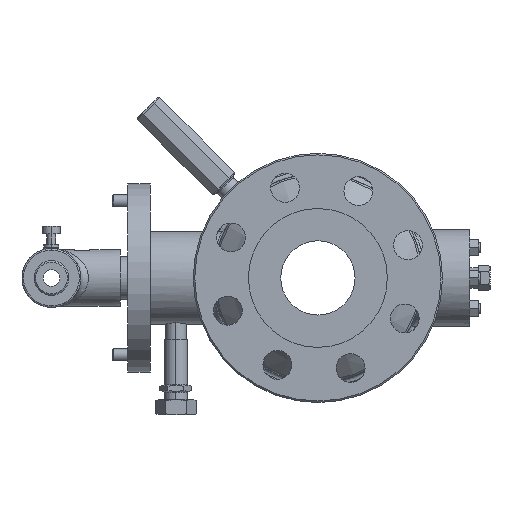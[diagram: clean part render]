
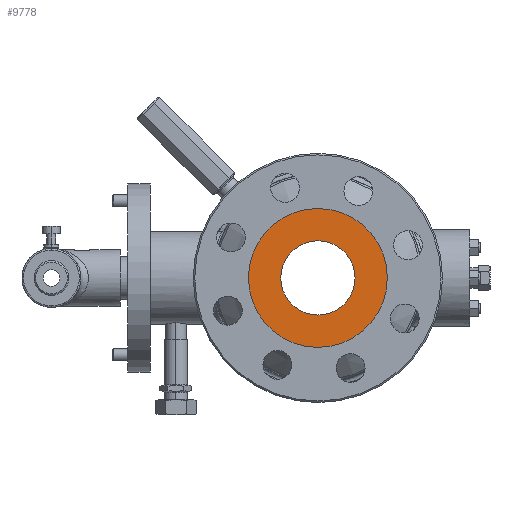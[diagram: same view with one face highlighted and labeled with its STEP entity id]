
A CAD part, left-side view. The second image highlights one B-rep face of the part: STEP entity #9778.
In plain terms, the highlighted planar face has unit normal (-1, 0, 0).
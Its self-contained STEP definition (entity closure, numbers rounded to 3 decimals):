
#1238 = DIRECTION ( 'NONE',  ( -1., 0., 0. ) ) ;
#1398 = AXIS2_PLACEMENT_3D ( 'NONE', #19777, #10510, #12763 ) ;
#2206 = CIRCLE ( 'NONE', #8860, 46. ) ;
#2366 = EDGE_LOOP ( 'NONE', ( #15860, #8384 ) ) ;
#4400 = EDGE_CURVE ( 'NONE', #10071, #7475, #20947, .T. ) ;
#5007 = DIRECTION ( 'NONE',  ( 0., 0., 1. ) ) ;
#5046 = DIRECTION ( 'NONE',  ( -1., 0., 0. ) ) ;
#5581 = DIRECTION ( 'NONE',  ( 0., 0., 1. ) ) ;
#7289 = CARTESIAN_POINT ( 'NONE',  ( -120., 0., 0. ) ) ;
#7475 = VERTEX_POINT ( 'NONE', #16281 ) ;
#7990 = ORIENTED_EDGE ( 'NONE', *, *, #4400, .F. ) ;
#8384 = ORIENTED_EDGE ( 'NONE', *, *, #22392, .T. ) ;
#8567 = CARTESIAN_POINT ( 'NONE',  ( -120., 0., 46. ) ) ;
#8860 = AXIS2_PLACEMENT_3D ( 'NONE', #27727, #28297, #21421 ) ;
#9778 = ADVANCED_FACE ( 'NONE', ( #25177, #16084 ), #11615, .T. ) ;
#10071 = VERTEX_POINT ( 'NONE', #27545 ) ;
#10510 = DIRECTION ( 'NONE',  ( -1., 0., 0. ) ) ;
#11434 = AXIS2_PLACEMENT_3D ( 'NONE', #21693, #1238, #5581 ) ;
#11615 = PLANE ( 'NONE',  #12271 ) ;
#12271 = AXIS2_PLACEMENT_3D ( 'NONE', #7289, #5046, #14879 ) ;
#12680 = EDGE_LOOP ( 'NONE', ( #13641, #7990 ) ) ;
#12763 = DIRECTION ( 'NONE',  ( 0., 0., 1. ) ) ;
#13641 = ORIENTED_EDGE ( 'NONE', *, *, #22869, .F. ) ;
#13789 = EDGE_CURVE ( 'NONE', #21991, #23881, #19072, .T. ) ;
#14879 = DIRECTION ( 'NONE',  ( 0., 0., 1. ) ) ;
#15860 = ORIENTED_EDGE ( 'NONE', *, *, #13789, .T. ) ;
#16084 = FACE_BOUND ( 'NONE', #12680, .T. ) ;
#16281 = CARTESIAN_POINT ( 'NONE',  ( -120., 0., -24.6 ) ) ;
#16344 = CARTESIAN_POINT ( 'NONE',  ( -120., 0., 0. ) ) ;
#19072 = CIRCLE ( 'NONE', #1398, 46. ) ;
#19777 = CARTESIAN_POINT ( 'NONE',  ( -120., 0., 0. ) ) ;
#20947 = CIRCLE ( 'NONE', #11434, 24.6 ) ;
#21421 = DIRECTION ( 'NONE',  ( 0., 0., 1. ) ) ;
#21693 = CARTESIAN_POINT ( 'NONE',  ( -120., 0., 0. ) ) ;
#21991 = VERTEX_POINT ( 'NONE', #28398 ) ;
#22203 = AXIS2_PLACEMENT_3D ( 'NONE', #16344, #25443, #5007 ) ;
#22392 = EDGE_CURVE ( 'NONE', #23881, #21991, #2206, .T. ) ;
#22869 = EDGE_CURVE ( 'NONE', #7475, #10071, #25060, .T. ) ;
#23881 = VERTEX_POINT ( 'NONE', #8567 ) ;
#25060 = CIRCLE ( 'NONE', #22203, 24.6 ) ;
#25177 = FACE_OUTER_BOUND ( 'NONE', #2366, .T. ) ;
#25443 = DIRECTION ( 'NONE',  ( -1., 0., 0. ) ) ;
#27545 = CARTESIAN_POINT ( 'NONE',  ( -120., 0., 24.6 ) ) ;
#27727 = CARTESIAN_POINT ( 'NONE',  ( -120., 0., 0. ) ) ;
#28297 = DIRECTION ( 'NONE',  ( -1., 0., 0. ) ) ;
#28398 = CARTESIAN_POINT ( 'NONE',  ( -120., 0., -46. ) ) ;
